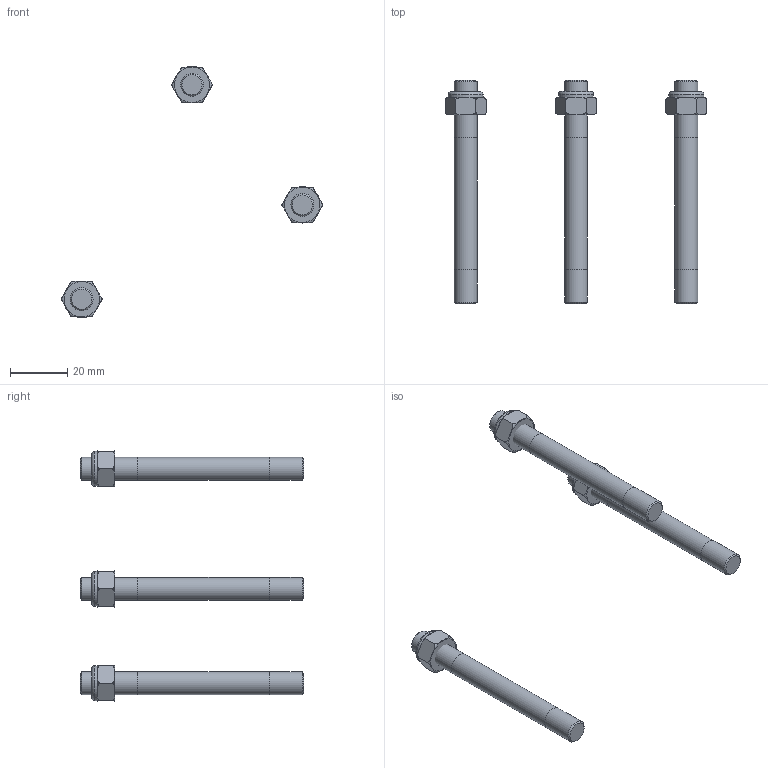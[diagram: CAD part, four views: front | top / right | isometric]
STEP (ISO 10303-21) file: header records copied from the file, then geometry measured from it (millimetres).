
FILE_DESCRIPTION(/* description */ ('Unknown'),/* implementation_level */ '2;1');
FILE_NAME(/* name */ 'AP-1020-309K01_STEP',/* time_stamp */ '2022-01-07T09:42:44+01:00',/* author */ ('Unknown'),/* organization */ ('Unknown'),/* preprocessor_version */ 'ST-DEVELOPER v16.7',/* originating_system */ 'DEX',/* authorisation */ $);
FILE_SCHEMA (('AUTOMOTIVE_DESIGN {1 0 10303 214 3 1 1}'));
Length unit declared in the file: millimetre
Products named in the file (3): AP-1020-309K01; AP-1020-011-001; WV-1310-908
Assembly tree (6 placements, depth 2):
  AP-1020-309K01
    AP-1020-011-001  x3
    WV-1310-908  x3
Bounding box: 91.3 x 78 x 87.49 mm (x, y, z)
Volume: 13964.9 mm3; surface area: 8156.7 mm2
Topology: 6 solids, 6 shells, 75 faces, 156 edges, 102 vertices
Faces by surface type: plane 39, cylinder 21, torus 9, cone 6
Full cylindrical faces by diameter (mm): 6.647 x3, 6.7 x3, 8 x9, 8.5 x3, 12.2 x3
Entity records: 1269 total; most frequent: CARTESIAN_POINT 552, DIRECTION 104, ORIENTED_EDGE 70, AXIS2_PLACEMENT_3D 49, EDGE_LOOP 42, FACE_BOUND 42, EDGE_CURVE 35, VERTEX_POINT 29
